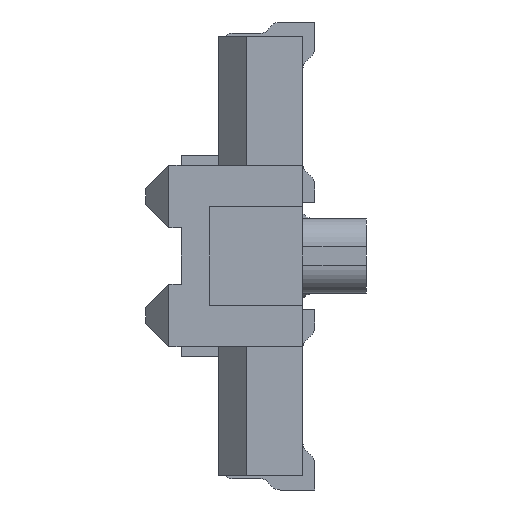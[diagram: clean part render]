
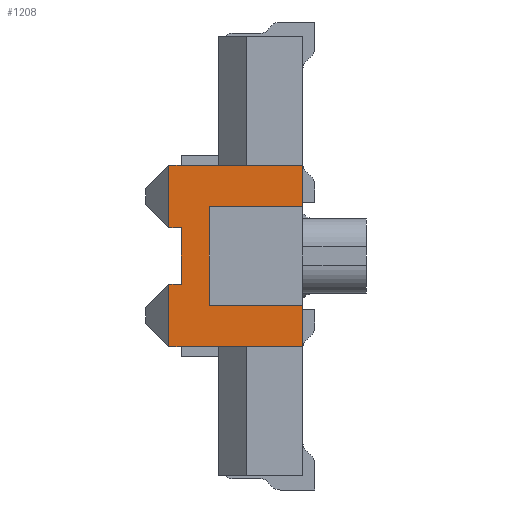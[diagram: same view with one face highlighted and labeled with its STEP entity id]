
A CAD part, left-side view. The second image highlights one B-rep face of the part: STEP entity #1208.
In plain terms, the highlighted planar face has unit normal (-1, 0, 0).
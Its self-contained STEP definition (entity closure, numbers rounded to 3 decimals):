
#1208 = ADVANCED_FACE( '', ( #2797 ), #2798, .F. );
#2797 = FACE_OUTER_BOUND( '', #4780, .T. );
#2798 = PLANE( '', #4781 );
#4780 = EDGE_LOOP( '', ( #8236, #8237, #8238, #8239, #8240, #8241, #8242, #8243, #8244, #8245, #8246, #8247 ) );
#4781 = AXIS2_PLACEMENT_3D( '', #8248, #8249, #8250 );
#8236 = ORIENTED_EDGE( '', *, *, #12781, .F. );
#8237 = ORIENTED_EDGE( '', *, *, #13780, .T. );
#8238 = ORIENTED_EDGE( '', *, *, #13781, .T. );
#8239 = ORIENTED_EDGE( '', *, *, #13782, .T. );
#8240 = ORIENTED_EDGE( '', *, *, #12635, .F. );
#8241 = ORIENTED_EDGE( '', *, *, #13783, .T. );
#8242 = ORIENTED_EDGE( '', *, *, #13784, .T. );
#8243 = ORIENTED_EDGE( '', *, *, #13785, .T. );
#8244 = ORIENTED_EDGE( '', *, *, #12968, .T. );
#8245 = ORIENTED_EDGE( '', *, *, #13786, .T. );
#8246 = ORIENTED_EDGE( '', *, *, #13787, .T. );
#8247 = ORIENTED_EDGE( '', *, *, #13788, .T. );
#8248 = CARTESIAN_POINT( '', ( -4., 1.68, -0.97 ) );
#8249 = DIRECTION( '', ( 1., 0., 0. ) );
#8250 = DIRECTION( '', ( 0., 0., -1. ) );
#12635 = EDGE_CURVE( '', #15323, #15324, #15325, .T. );
#12781 = EDGE_CURVE( '', #15581, #15577, #15583, .T. );
#12968 = EDGE_CURVE( '', #15931, #15929, #15932, .T. );
#13780 = EDGE_CURVE( '', #15581, #17239, #17240, .T. );
#13781 = EDGE_CURVE( '', #17239, #17241, #17242, .T. );
#13782 = EDGE_CURVE( '', #17241, #15324, #17243, .T. );
#13783 = EDGE_CURVE( '', #15323, #17244, #17245, .T. );
#13784 = EDGE_CURVE( '', #17244, #17246, #17247, .T. );
#13785 = EDGE_CURVE( '', #17246, #15931, #17248, .T. );
#13786 = EDGE_CURVE( '', #15929, #17249, #17250, .T. );
#13787 = EDGE_CURVE( '', #17249, #17251, #17252, .T. );
#13788 = EDGE_CURVE( '', #17251, #15577, #17253, .T. );
#15323 = VERTEX_POINT( '', #19264 );
#15324 = VERTEX_POINT( '', #19265 );
#15325 = LINE( '', #19266, #19267 );
#15577 = VERTEX_POINT( '', #19623 );
#15581 = VERTEX_POINT( '', #19629 );
#15583 = LINE( '', #19632, #19633 );
#15929 = VERTEX_POINT( '', #20100 );
#15931 = VERTEX_POINT( '', #20103 );
#15932 = LINE( '', #20104, #20105 );
#17239 = VERTEX_POINT( '', #21948 );
#17240 = LINE( '', #21949, #21950 );
#17241 = VERTEX_POINT( '', #21951 );
#17242 = LINE( '', #21952, #21953 );
#17243 = LINE( '', #21954, #21955 );
#17244 = VERTEX_POINT( '', #21956 );
#17245 = LINE( '', #21957, #21958 );
#17246 = VERTEX_POINT( '', #21959 );
#17247 = LINE( '', #21960, #21961 );
#17248 = LINE( '', #21962, #21963 );
#17249 = VERTEX_POINT( '', #21964 );
#17250 = LINE( '', #21965, #21966 );
#17251 = VERTEX_POINT( '', #21967 );
#17252 = LINE( '', #21968, #21969 );
#17253 = LINE( '', #21970, #21971 );
#19264 = CARTESIAN_POINT( '', ( -4., 1.43, 0.97 ) );
#19265 = CARTESIAN_POINT( '', ( -4., 0., 0.97 ) );
#19266 = CARTESIAN_POINT( '', ( -4., 1.68, 0.97 ) );
#19267 = VECTOR( '', #24481, 1000. );
#19623 = CARTESIAN_POINT( '', ( -4., 0., -0.525 ) );
#19629 = CARTESIAN_POINT( '', ( -4., 1., -0.525 ) );
#19632 = CARTESIAN_POINT( '', ( -4., 1., -0.525 ) );
#19633 = VECTOR( '', #24625, 1000. );
#20100 = CARTESIAN_POINT( '', ( -4., 1.43, -0.3 ) );
#20103 = CARTESIAN_POINT( '', ( -4., 1.3, -0.3 ) );
#20104 = CARTESIAN_POINT( '', ( -4., 1.3, -0.3 ) );
#20105 = VECTOR( '', #24898, 1000. );
#21948 = CARTESIAN_POINT( '', ( -4., 1., 0.525 ) );
#21949 = CARTESIAN_POINT( '', ( -4., 1., -0.525 ) );
#21950 = VECTOR( '', #25741, 1000. );
#21951 = CARTESIAN_POINT( '', ( -4., 0., 0.525 ) );
#21952 = CARTESIAN_POINT( '', ( -4., 1., 0.525 ) );
#21953 = VECTOR( '', #25742, 1000. );
#21954 = CARTESIAN_POINT( '', ( -4., 0., -0.97 ) );
#21955 = VECTOR( '', #25743, 1000. );
#21956 = CARTESIAN_POINT( '', ( -4., 1.43, 0.3 ) );
#21957 = CARTESIAN_POINT( '', ( -4., 1.43, 2.5 ) );
#21958 = VECTOR( '', #25744, 1000. );
#21959 = CARTESIAN_POINT( '', ( -4., 1.3, 0.3 ) );
#21960 = CARTESIAN_POINT( '', ( -4., 1.43, 0.3 ) );
#21961 = VECTOR( '', #25745, 1000. );
#21962 = CARTESIAN_POINT( '', ( -4., 1.3, 0.3 ) );
#21963 = VECTOR( '', #25746, 1000. );
#21964 = CARTESIAN_POINT( '', ( -4., 1.43, -0.97 ) );
#21965 = CARTESIAN_POINT( '', ( -4., 1.43, 2.5 ) );
#21966 = VECTOR( '', #25747, 1000. );
#21967 = CARTESIAN_POINT( '', ( -4., 0., -0.97 ) );
#21968 = CARTESIAN_POINT( '', ( -4., 1.68, -0.97 ) );
#21969 = VECTOR( '', #25748, 1000. );
#21970 = CARTESIAN_POINT( '', ( -4., 0., -0.97 ) );
#21971 = VECTOR( '', #25749, 1000. );
#24481 = DIRECTION( '', ( 0., -1., 0. ) );
#24625 = DIRECTION( '', ( 0., -1., 0. ) );
#24898 = DIRECTION( '', ( 0., 1., 0. ) );
#25741 = DIRECTION( '', ( 0., 0., 1. ) );
#25742 = DIRECTION( '', ( 0., -1., 0. ) );
#25743 = DIRECTION( '', ( 0., 0., 1. ) );
#25744 = DIRECTION( '', ( 0., 0., -1. ) );
#25745 = DIRECTION( '', ( 0., -1., 0. ) );
#25746 = DIRECTION( '', ( 0., 0., -1. ) );
#25747 = DIRECTION( '', ( 0., 0., -1. ) );
#25748 = DIRECTION( '', ( 0., -1., 0. ) );
#25749 = DIRECTION( '', ( 0., 0., 1. ) );
